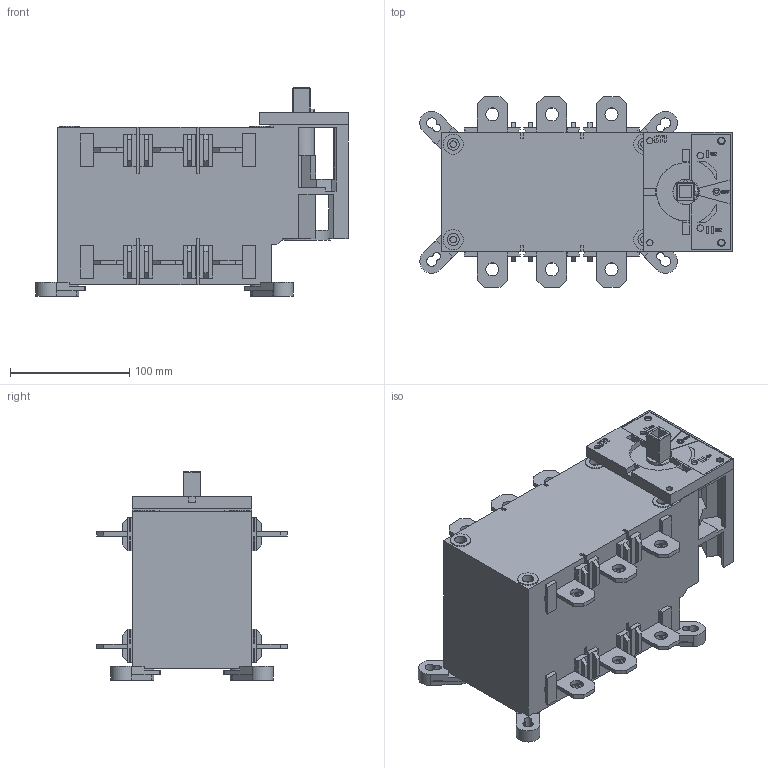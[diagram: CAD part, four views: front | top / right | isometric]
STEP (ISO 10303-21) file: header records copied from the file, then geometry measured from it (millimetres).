
FILE_DESCRIPTION((''),'2;1');
FILE_NAME('SDG_ASM','2021-10-01T',('marketing.praksa'),('Audax d.o.o.'),'CREO PARAMETRIC BY PTC INC, 2017480','CREO PARAMETRIC BY PTC INC, 2017480','');
FILE_SCHEMA(('AUTOMOTIVE_DESIGN { 1 0 10303 214 1 1 1 1 }'));
Products named in the file (29): X2_1_1_1_1; X1_1_1_1_1; COPPER_1_1_1_1_1; COPPER_1_2_1_1_1; COPPER_1_3_1_1_1; COPPER_1_4_1_1_1; COPPER_1_12_1_1_1; COPPER_1_14_1_1_1; COPPER_1_5_1_1_1; COPPER_1_10_1_1_1; COPPER_1_11_1_1_1; COPPER_1_13_1_1_1; COPPER_1_15_1_1_1; COPPER_1_16_1_1_1; CU_ASM_1_ASM_1_ASM_1_ASM; ASM0104IO_ASM_1_ASM_1_ASM_1_ASM; PRT9574_1_1_1_1; PRT9574_1_2_1_1; PRT9574_1_ASM_1_ASM_1_ASM; PRT9575_1_1_1_1; PRT9575_1_2_1_1; PRT9575_1_3_1_1; PRT9575_1_ASM_1_ASM_1_ASM; PRT9563_1_1_2_1_1_1_1_1; PRT9563_1_1_2_2_1_1_1_1; PRT9563_1_1_2_3_1_1_1_1; PRT9563_1_1_2_4_1_1_1_1; 3P-FEET_ASM_1_ASM_1_ASM; SDG_ASM
Assembly tree (28 placements, depth 4):
  SDG_ASM
    ASM0104IO_ASM_1_ASM_1_ASM_1_ASM
      X2_1_1_1_1
      X1_1_1_1_1
      CU_ASM_1_ASM_1_ASM_1_ASM
        COPPER_1_1_1_1_1
        COPPER_1_2_1_1_1
        COPPER_1_3_1_1_1
        COPPER_1_4_1_1_1
        COPPER_1_12_1_1_1
        COPPER_1_14_1_1_1
        COPPER_1_5_1_1_1
        COPPER_1_10_1_1_1
        COPPER_1_11_1_1_1
        COPPER_1_13_1_1_1
        COPPER_1_15_1_1_1
        COPPER_1_16_1_1_1
    PRT9574_1_ASM_1_ASM_1_ASM
      PRT9574_1_1_1_1
      PRT9574_1_2_1_1
    PRT9575_1_ASM_1_ASM_1_ASM
      PRT9575_1_1_1_1
      PRT9575_1_2_1_1
      PRT9575_1_3_1_1
    3P-FEET_ASM_1_ASM_1_ASM
      PRT9563_1_1_2_1_1_1_1_1
      PRT9563_1_1_2_2_1_1_1_1
      PRT9563_1_1_2_3_1_1_1_1
      PRT9563_1_1_2_4_1_1_1_1
Bounding box: 261.99 x 160 x 174.75 mm (x, y, z)
Volume: 2770542 mm3; surface area: 256186.4 mm2
Topology: 23 solids, 24 shells, 1211 faces, 3274 edges, 2186 vertices
Faces by surface type: plane 987, cylinder 216, torus 4, cone 4
Entity records: 53860 total; most frequent: CARTESIAN_POINT 7035, ORIENTED_EDGE 6548, DIRECTION 6307, PRESENTATION_STYLE_ASSIGNMENT 3688, STYLED_ITEM 3688, EDGE_CURVE 3274, CURVE_STYLE 3149, VECTOR 2723
